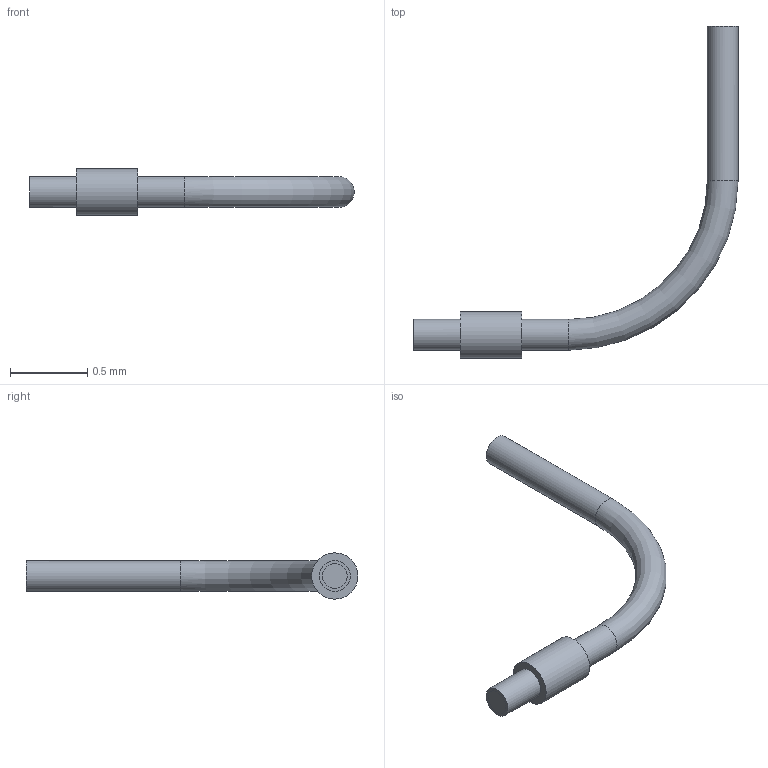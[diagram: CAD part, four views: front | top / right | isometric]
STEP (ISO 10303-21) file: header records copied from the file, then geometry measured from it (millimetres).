
FILE_DESCRIPTION(('Open CASCADE Model'),'2;1');
FILE_NAME('Open CASCADE Shape Model','2023-01-29T20:10:23',('Author'),( 'Open CASCADE'),'Open CASCADE STEP processor 7.4','Open CASCADE 7.4' ,'Unknown');
FILE_SCHEMA(('AUTOMOTIVE_DESIGN { 1 0 10303 214 1 1 1 1 }'));
Length unit declared in the file: millimetre
Products named in the file (4): Open CASCADE STEP translator 7.4 1; Open CASCADE STEP translator 7.4 1.1; Open CASCADE STEP translator 7.4 1.2; Open CASCADE STEP translator 7.4 1.3
Assembly tree (3 placements, depth 2):
  Open CASCADE STEP translator 7.4 1
    Open CASCADE STEP translator 7.4 1.1
    Open CASCADE STEP translator 7.4 1.2
    Open CASCADE STEP translator 7.4 1.3
Bounding box: 2.1 x 2.15 x 0.3 mm (x, y, z)
Volume: 0.1 mm3; surface area: 6.6 mm2
Topology: 3 solids, 3 shells, 17 faces, 33 edges, 22 vertices
Faces by surface type: cylinder 8, plane 6, revolution 3
Full cylindrical faces by diameter (mm): 0.16 x4, 0.2 x3, 0.3 x1
Entity records: 949 total; most frequent: CARTESIAN_POINT 157, DIRECTION 157, ORIENTED_EDGE 66, PCURVE 66, DEFINITIONAL_REPRESENTATION 66, LINE 52, VECTOR 52, AXIS2_PLACEMENT_3D 46
